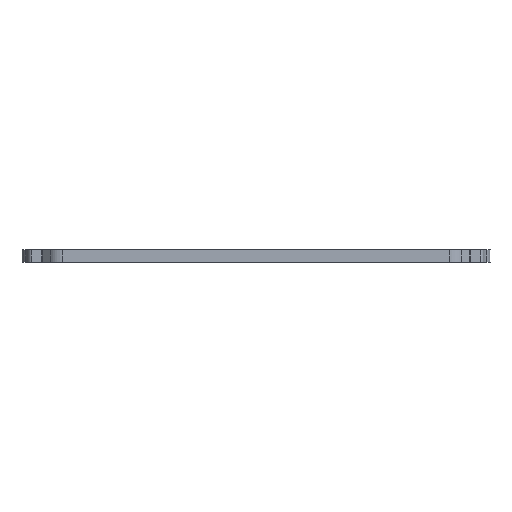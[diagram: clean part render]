
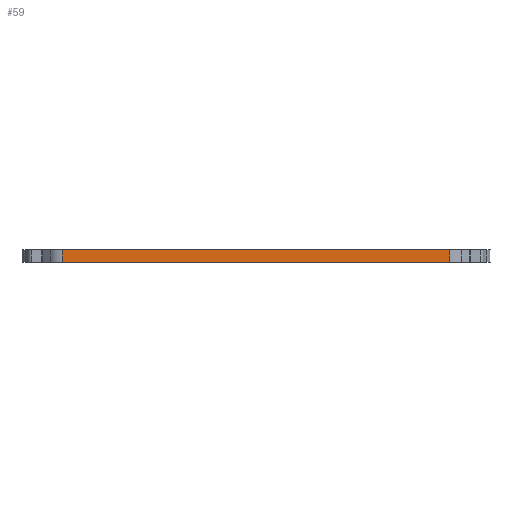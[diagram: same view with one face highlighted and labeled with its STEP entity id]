
A CAD part, left-side view. The second image highlights one B-rep face of the part: STEP entity #59.
In plain terms, the highlighted planar face has unit normal (-1, 0, 0).
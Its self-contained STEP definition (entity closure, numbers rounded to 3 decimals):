
#59=ADVANCED_FACE('',(#564),#566,.T.);
#564=FACE_BOUND('',#565,.T.);
#565=EDGE_LOOP('',(#2369,#2370,#2371,#2372));
#566=PLANE('',#567);
#567=AXIS2_PLACEMENT_3D('',#568,#569,#570);
#568=CARTESIAN_POINT('',(-30.,60.,0.));
#569=DIRECTION('',(-1.,0.,0.));
#570=DIRECTION('',(0.,-1.,0.));
#2369=ORIENTED_EDGE('',*,*,#3098,.F.);
#2370=ORIENTED_EDGE('',*,*,#3461,.T.);
#2371=ORIENTED_EDGE('',*,*,#3277,.T.);
#2372=ORIENTED_EDGE('',*,*,#3462,.F.);
#3098=EDGE_CURVE('',#3678,#3618,#3680,.T.);
#3277=EDGE_CURVE('',#4038,#4036,#4039,.T.);
#3461=EDGE_CURVE('',#3678,#4038,#4401,.T.);
#3462=EDGE_CURVE('',#3618,#4036,#4402,.T.);
#3618=VERTEX_POINT('',#4558);
#3678=VERTEX_POINT('',#4693);
#3680=LINE('',#4698,#4699);
#4036=VERTEX_POINT('',#5516);
#4038=VERTEX_POINT('',#5521);
#4039=LINE('',#5522,#5523);
#4401=LINE('',#6359,#6360);
#4402=LINE('',#6362,#6363);
#4558=CARTESIAN_POINT('',(-30.,60.,0.));
#4693=CARTESIAN_POINT('',(-30.,-60.,0.));
#4698=CARTESIAN_POINT('',(-30.,-60.,0.));
#4699=VECTOR('',#4700,1.);
#4700=DIRECTION('',(0.,1.,0.));
#5516=CARTESIAN_POINT('',(-30.,60.,4.));
#5521=CARTESIAN_POINT('',(-30.,-60.,4.));
#5522=CARTESIAN_POINT('',(-30.,-60.,4.));
#5523=VECTOR('',#5524,1.);
#5524=DIRECTION('',(0.,1.,0.));
#6359=CARTESIAN_POINT('',(-30.,-60.,0.));
#6360=VECTOR('',#6361,1.);
#6361=DIRECTION('',(0.,0.,1.));
#6362=CARTESIAN_POINT('',(-30.,60.,0.));
#6363=VECTOR('',#6364,1.);
#6364=DIRECTION('',(0.,0.,1.));
